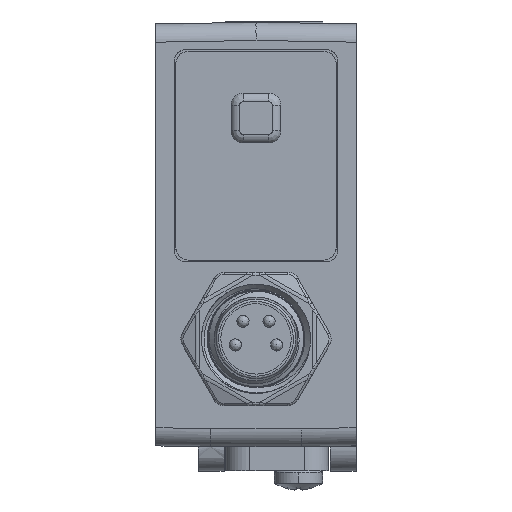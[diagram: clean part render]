
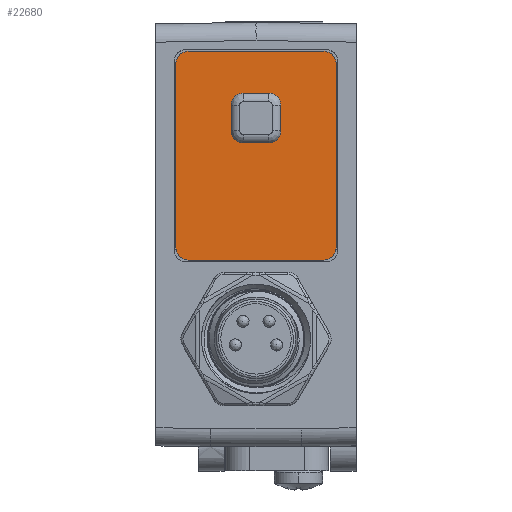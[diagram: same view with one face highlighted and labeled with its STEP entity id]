
A CAD part, left-side view. The second image highlights one B-rep face of the part: STEP entity #22680.
In plain terms, the highlighted free-form (B-spline) face has degree [1, 1] with [2, 2] control points.
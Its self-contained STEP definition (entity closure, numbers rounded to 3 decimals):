
#22497 = VERTEX_POINT('',#22498);
#22498 = CARTESIAN_POINT('',(-36.42,3.453,
    29.84));
#22503 = EDGE_CURVE('',#22504,#22497,#22506,.T.);
#22504 = VERTEX_POINT('',#22505);
#22505 = CARTESIAN_POINT('',(-36.42,18.047,
    29.84));
#22506 = B_SPLINE_CURVE_WITH_KNOTS('',1,(#22507,#22508),.UNSPECIFIED.,
  .F.,.F.,(2,2),(-0.,11.2),.PIECEWISE_BEZIER_KNOTS.);
#22507 = CARTESIAN_POINT('',(-36.42,18.047,
    29.84));
#22508 = CARTESIAN_POINT('',(-36.42,3.453,
    29.84));
#22525 = EDGE_CURVE('',#22526,#22504,#22528,.T.);
#22526 = VERTEX_POINT('',#22527);
#22527 = CARTESIAN_POINT('',(-36.42,19.35,
    31.143));
#22528 = ( BOUNDED_CURVE() B_SPLINE_CURVE(2,(#22529,#22530,#22531),
.UNSPECIFIED.,.F.,.F.) B_SPLINE_CURVE_WITH_KNOTS((3,3),(4.712,
6.283),.PIECEWISE_BEZIER_KNOTS.) CURVE() 
GEOMETRIC_REPRESENTATION_ITEM() RATIONAL_B_SPLINE_CURVE((1.,
0.707,1.)) REPRESENTATION_ITEM('') );
#22529 = CARTESIAN_POINT('',(-36.42,19.35,
    31.143));
#22530 = CARTESIAN_POINT('',(-36.42,19.35,
    29.84));
#22531 = CARTESIAN_POINT('',(-36.42,18.047,
    29.84));
#22550 = EDGE_CURVE('',#22551,#22526,#22553,.T.);
#22551 = VERTEX_POINT('',#22552);
#22552 = CARTESIAN_POINT('',(-36.42,19.35,
    50.949));
#22553 = B_SPLINE_CURVE_WITH_KNOTS('',1,(#22554,#22555),.UNSPECIFIED.,
  .F.,.F.,(2,2),(-0.,15.2),.PIECEWISE_BEZIER_KNOTS.);
#22554 = CARTESIAN_POINT('',(-36.42,19.35,
    50.949));
#22555 = CARTESIAN_POINT('',(-36.42,19.35,
    31.143));
#22572 = EDGE_CURVE('',#22573,#22551,#22575,.T.);
#22573 = VERTEX_POINT('',#22574);
#22574 = CARTESIAN_POINT('',(-36.42,18.047,
    52.252));
#22575 = ( BOUNDED_CURVE() B_SPLINE_CURVE(2,(#22576,#22577,#22578),
.UNSPECIFIED.,.F.,.F.) B_SPLINE_CURVE_WITH_KNOTS((3,3),(3.142,
4.712),.PIECEWISE_BEZIER_KNOTS.) CURVE() 
GEOMETRIC_REPRESENTATION_ITEM() RATIONAL_B_SPLINE_CURVE((1.,
0.707,1.)) REPRESENTATION_ITEM('') );
#22576 = CARTESIAN_POINT('',(-36.42,18.047,
    52.252));
#22577 = CARTESIAN_POINT('',(-36.42,19.35,
    52.252));
#22578 = CARTESIAN_POINT('',(-36.42,19.35,
    50.949));
#22597 = EDGE_CURVE('',#22598,#22573,#22600,.T.);
#22598 = VERTEX_POINT('',#22599);
#22599 = CARTESIAN_POINT('',(-36.42,3.453,
    52.252));
#22600 = B_SPLINE_CURVE_WITH_KNOTS('',1,(#22601,#22602),.UNSPECIFIED.,
  .F.,.F.,(2,2),(0.,11.2),.PIECEWISE_BEZIER_KNOTS.);
#22601 = CARTESIAN_POINT('',(-36.42,3.453,
    52.252));
#22602 = CARTESIAN_POINT('',(-36.42,18.047,
    52.252));
#22619 = EDGE_CURVE('',#22620,#22598,#22622,.T.);
#22620 = VERTEX_POINT('',#22621);
#22621 = CARTESIAN_POINT('',(-36.42,2.15,
    50.949));
#22622 = ( BOUNDED_CURVE() B_SPLINE_CURVE(2,(#22623,#22624,#22625),
.UNSPECIFIED.,.F.,.F.) B_SPLINE_CURVE_WITH_KNOTS((3,3),(1.571,
3.142),.PIECEWISE_BEZIER_KNOTS.) CURVE() 
GEOMETRIC_REPRESENTATION_ITEM() RATIONAL_B_SPLINE_CURVE((1.,
0.707,1.)) REPRESENTATION_ITEM('') );
#22623 = CARTESIAN_POINT('',(-36.42,2.15,
    50.949));
#22624 = CARTESIAN_POINT('',(-36.42,2.15,
    52.252));
#22625 = CARTESIAN_POINT('',(-36.42,3.453,
    52.252));
#22644 = EDGE_CURVE('',#22645,#22620,#22647,.T.);
#22645 = VERTEX_POINT('',#22646);
#22646 = CARTESIAN_POINT('',(-36.42,2.15,
    31.143));
#22647 = B_SPLINE_CURVE_WITH_KNOTS('',1,(#22648,#22649),.UNSPECIFIED.,
  .F.,.F.,(2,2),(0.,15.2),.PIECEWISE_BEZIER_KNOTS.);
#22648 = CARTESIAN_POINT('',(-36.42,2.15,
    31.143));
#22649 = CARTESIAN_POINT('',(-36.42,2.15,
    50.949));
#22666 = EDGE_CURVE('',#22497,#22645,#22667,.T.);
#22667 = ( BOUNDED_CURVE() B_SPLINE_CURVE(2,(#22668,#22669,#22670),
.UNSPECIFIED.,.F.,.F.) B_SPLINE_CURVE_WITH_KNOTS((3,3),(0.,
1.571),.PIECEWISE_BEZIER_KNOTS.) CURVE() 
GEOMETRIC_REPRESENTATION_ITEM() RATIONAL_B_SPLINE_CURVE((1.,
0.707,1.)) REPRESENTATION_ITEM('') );
#22668 = CARTESIAN_POINT('',(-36.42,3.453,
    29.84));
#22669 = CARTESIAN_POINT('',(-36.42,2.15,
    29.84));
#22670 = CARTESIAN_POINT('',(-36.42,2.15,
    31.143));
#22680 = ADVANCED_FACE('',(#22681,#22691),#22753,.T.);
#22681 = FACE_BOUND('',#22682,.T.);
#22682 = EDGE_LOOP('',(#22683,#22684,#22685,#22686,#22687,#22688,#22689,
    #22690));
#22683 = ORIENTED_EDGE('',*,*,#22503,.T.);
#22684 = ORIENTED_EDGE('',*,*,#22666,.T.);
#22685 = ORIENTED_EDGE('',*,*,#22644,.T.);
#22686 = ORIENTED_EDGE('',*,*,#22619,.T.);
#22687 = ORIENTED_EDGE('',*,*,#22597,.T.);
#22688 = ORIENTED_EDGE('',*,*,#22572,.T.);
#22689 = ORIENTED_EDGE('',*,*,#22550,.T.);
#22690 = ORIENTED_EDGE('',*,*,#22525,.T.);
#22691 = FACE_BOUND('',#22692,.T.);
#22692 = EDGE_LOOP('',(#22693,#22702,#22710,#22717,#22725,#22732,#22740,
    #22747));
#22693 = ORIENTED_EDGE('',*,*,#22694,.F.);
#22694 = EDGE_CURVE('',#22695,#22697,#22699,.T.);
#22695 = VERTEX_POINT('',#22696);
#22696 = CARTESIAN_POINT('',(-36.42,13.421,
    46.454));
#22697 = VERTEX_POINT('',#22698);
#22698 = CARTESIAN_POINT('',(-36.42,13.421,
    43.717));
#22699 = B_SPLINE_CURVE_WITH_KNOTS('',1,(#22700,#22701),.UNSPECIFIED.,
  .F.,.F.,(2,2),(0.,2.1),.PIECEWISE_BEZIER_KNOTS.);
#22700 = CARTESIAN_POINT('',(-36.42,13.421,
    46.454));
#22701 = CARTESIAN_POINT('',(-36.42,13.421,
    43.717));
#22702 = ORIENTED_EDGE('',*,*,#22703,.F.);
#22703 = EDGE_CURVE('',#22704,#22695,#22706,.T.);
#22704 = VERTEX_POINT('',#22705);
#22705 = CARTESIAN_POINT('',(-36.42,12.118,
    47.757));
#22706 = ( BOUNDED_CURVE() B_SPLINE_CURVE(2,(#22707,#22708,#22709),
.UNSPECIFIED.,.F.,.F.) B_SPLINE_CURVE_WITH_KNOTS((3,3),(0.,90.),
.PIECEWISE_BEZIER_KNOTS.) CURVE() GEOMETRIC_REPRESENTATION_ITEM() 
RATIONAL_B_SPLINE_CURVE((1.,0.707,1.)) REPRESENTATION_ITEM('') );
#22707 = CARTESIAN_POINT('',(-36.42,12.118,
    47.757));
#22708 = CARTESIAN_POINT('',(-36.42,13.421,
    47.757));
#22709 = CARTESIAN_POINT('',(-36.42,13.421,
    46.454));
#22710 = ORIENTED_EDGE('',*,*,#22711,.F.);
#22711 = EDGE_CURVE('',#22712,#22704,#22714,.T.);
#22712 = VERTEX_POINT('',#22713);
#22713 = CARTESIAN_POINT('',(-36.42,9.382,
    47.757));
#22714 = B_SPLINE_CURVE_WITH_KNOTS('',1,(#22715,#22716),.UNSPECIFIED.,
  .F.,.F.,(2,2),(0.,2.1),.PIECEWISE_BEZIER_KNOTS.);
#22715 = CARTESIAN_POINT('',(-36.42,9.382,
    47.757));
#22716 = CARTESIAN_POINT('',(-36.42,12.118,
    47.757));
#22717 = ORIENTED_EDGE('',*,*,#22718,.F.);
#22718 = EDGE_CURVE('',#22719,#22712,#22721,.T.);
#22719 = VERTEX_POINT('',#22720);
#22720 = CARTESIAN_POINT('',(-36.42,8.079,
    46.454));
#22721 = ( BOUNDED_CURVE() B_SPLINE_CURVE(2,(#22722,#22723,#22724),
.UNSPECIFIED.,.F.,.F.) B_SPLINE_CURVE_WITH_KNOTS((3,3),(0.,90.),
.PIECEWISE_BEZIER_KNOTS.) CURVE() GEOMETRIC_REPRESENTATION_ITEM() 
RATIONAL_B_SPLINE_CURVE((1.,0.707,1.)) REPRESENTATION_ITEM('') );
#22722 = CARTESIAN_POINT('',(-36.42,8.079,
    46.454));
#22723 = CARTESIAN_POINT('',(-36.42,8.079,
    47.757));
#22724 = CARTESIAN_POINT('',(-36.42,9.382,
    47.757));
#22725 = ORIENTED_EDGE('',*,*,#22726,.F.);
#22726 = EDGE_CURVE('',#22727,#22719,#22729,.T.);
#22727 = VERTEX_POINT('',#22728);
#22728 = CARTESIAN_POINT('',(-36.42,8.079,
    43.717));
#22729 = B_SPLINE_CURVE_WITH_KNOTS('',1,(#22730,#22731),.UNSPECIFIED.,
  .F.,.F.,(2,2),(0.,2.1),.PIECEWISE_BEZIER_KNOTS.);
#22730 = CARTESIAN_POINT('',(-36.42,8.079,
    43.717));
#22731 = CARTESIAN_POINT('',(-36.42,8.079,
    46.454));
#22732 = ORIENTED_EDGE('',*,*,#22733,.F.);
#22733 = EDGE_CURVE('',#22734,#22727,#22736,.T.);
#22734 = VERTEX_POINT('',#22735);
#22735 = CARTESIAN_POINT('',(-36.42,9.382,
    42.414));
#22736 = ( BOUNDED_CURVE() B_SPLINE_CURVE(2,(#22737,#22738,#22739),
.UNSPECIFIED.,.F.,.F.) B_SPLINE_CURVE_WITH_KNOTS((3,3),(0.,90.),
.PIECEWISE_BEZIER_KNOTS.) CURVE() GEOMETRIC_REPRESENTATION_ITEM() 
RATIONAL_B_SPLINE_CURVE((1.,0.707,1.)) REPRESENTATION_ITEM('') );
#22737 = CARTESIAN_POINT('',(-36.42,9.382,
    42.414));
#22738 = CARTESIAN_POINT('',(-36.42,8.079,
    42.414));
#22739 = CARTESIAN_POINT('',(-36.42,8.079,
    43.717));
#22740 = ORIENTED_EDGE('',*,*,#22741,.F.);
#22741 = EDGE_CURVE('',#22742,#22734,#22744,.T.);
#22742 = VERTEX_POINT('',#22743);
#22743 = CARTESIAN_POINT('',(-36.42,12.118,
    42.414));
#22744 = B_SPLINE_CURVE_WITH_KNOTS('',1,(#22745,#22746),.UNSPECIFIED.,
  .F.,.F.,(2,2),(0.,2.1),.PIECEWISE_BEZIER_KNOTS.);
#22745 = CARTESIAN_POINT('',(-36.42,12.118,
    42.414));
#22746 = CARTESIAN_POINT('',(-36.42,9.382,
    42.414));
#22747 = ORIENTED_EDGE('',*,*,#22748,.F.);
#22748 = EDGE_CURVE('',#22697,#22742,#22749,.T.);
#22749 = ( BOUNDED_CURVE() B_SPLINE_CURVE(2,(#22750,#22751,#22752),
.UNSPECIFIED.,.F.,.F.) B_SPLINE_CURVE_WITH_KNOTS((3,3),(0.,90.),
.PIECEWISE_BEZIER_KNOTS.) CURVE() GEOMETRIC_REPRESENTATION_ITEM() 
RATIONAL_B_SPLINE_CURVE((1.,0.707,1.)) REPRESENTATION_ITEM('') );
#22750 = CARTESIAN_POINT('',(-36.42,13.421,
    43.717));
#22751 = CARTESIAN_POINT('',(-36.42,13.421,
    42.414));
#22752 = CARTESIAN_POINT('',(-36.42,12.118,
    42.414));
#22753 = B_SPLINE_SURFACE_WITH_KNOTS('',1,1,(
    (#22754,#22755)
    ,(#22756,#22757
    )),.UNSPECIFIED.,.F.,.F.,.F.,(2,2),(2,2),(-8.6,8.6),(-6.6,6.6),
  .PIECEWISE_BEZIER_KNOTS.);
#22754 = CARTESIAN_POINT('',(-36.42,2.15,
    29.84));
#22755 = CARTESIAN_POINT('',(-36.42,19.35,
    29.84));
#22756 = CARTESIAN_POINT('',(-36.42,2.15,
    52.252));
#22757 = CARTESIAN_POINT('',(-36.42,19.35,
    52.252));
